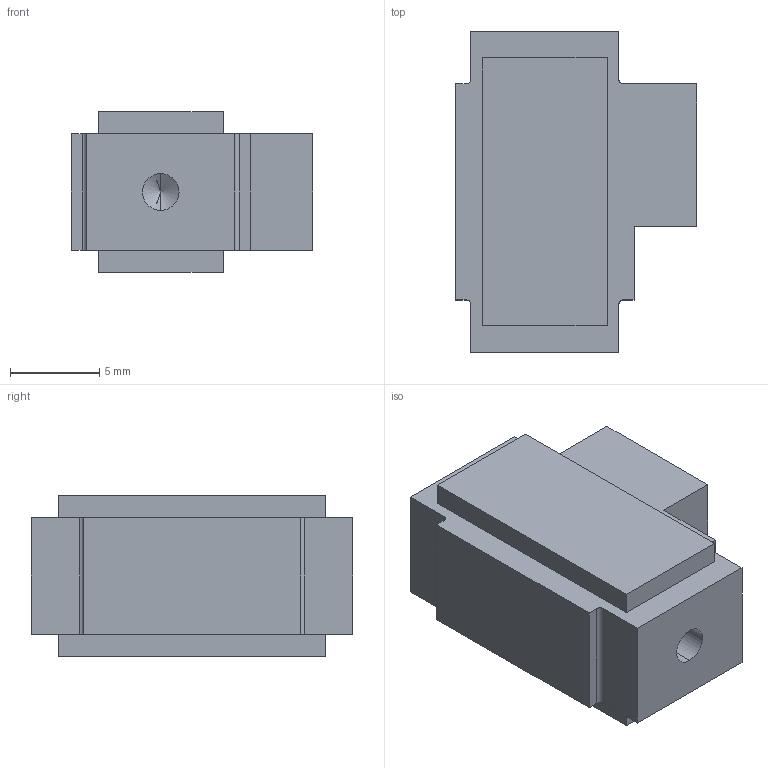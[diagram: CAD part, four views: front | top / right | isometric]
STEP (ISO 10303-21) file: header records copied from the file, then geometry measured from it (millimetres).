
FILE_DESCRIPTION (( 'STEP AP203' ), '1' );
FILE_NAME ('000161_PAss PPA10M 02.step', '2010-09-28T16:37:24', ( 'Mecanique' ), ( 'Cedrat Technologies' ), 'SwSTEP 2.0', 'SolidWorks 2010', '' );
FILE_SCHEMA (( 'CONFIG_CONTROL_DESIGN' ));
Length unit declared in the file: millimetre
Products named in the file (1): 000161_PAss PPA10M 02
Bounding box: 13.5 x 18 x 9 mm (x, y, z)
Volume: 1531.8 mm3; surface area: 946.1 mm2
Topology: 1 solids, 1 shells, 38 faces, 98 edges, 62 vertices
Faces by surface type: plane 26, cylinder 8, cone 4
Entity records: 1195 total; most frequent: CARTESIAN_POINT 195, ORIENTED_EDGE 188, DIRECTION 188, EDGE_CURVE 94, VECTOR 78, LINE 78, VERTEX_POINT 62, AXIS2_PLACEMENT_3D 55
